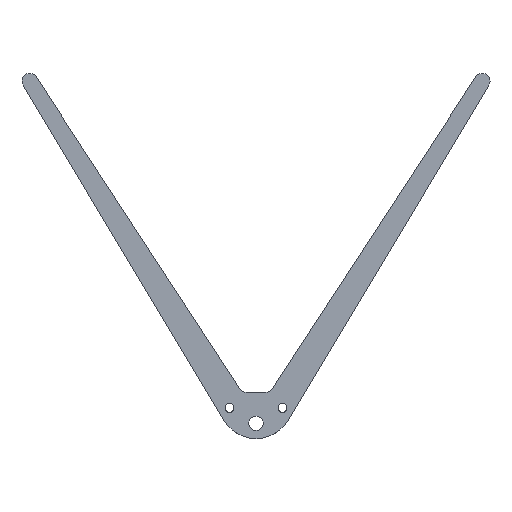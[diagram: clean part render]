
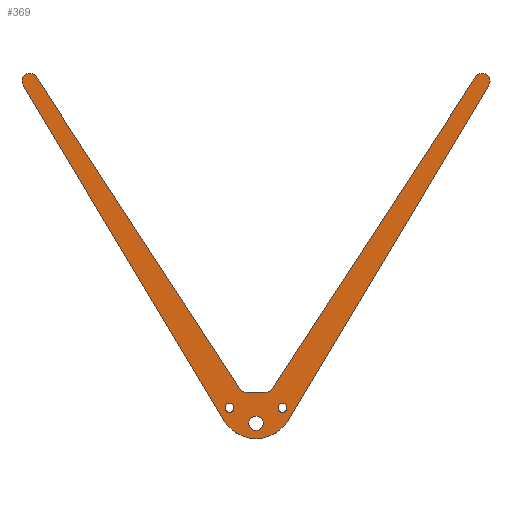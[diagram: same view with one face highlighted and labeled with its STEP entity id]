
A CAD part, top view. The second image highlights one B-rep face of the part: STEP entity #369.
In plain terms, the highlighted planar face has unit normal (0, 0, 1).
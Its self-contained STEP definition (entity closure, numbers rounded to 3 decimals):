
#30=FACE_BOUND('',#136,.T.);
#31=FACE_BOUND('',#137,.T.);
#32=FACE_BOUND('',#138,.T.);
#45=LINE('',#605,#72);
#50=LINE('',#618,#77);
#53=LINE('',#626,#80);
#56=LINE('',#634,#83);
#58=LINE('',#640,#85);
#72=VECTOR('',#493,10.);
#77=VECTOR('',#508,10.);
#80=VECTOR('',#517,10.);
#83=VECTOR('',#526,10.);
#85=VECTOR('',#534,10.);
#109=FACE_OUTER_BOUND('',#135,.T.);
#135=EDGE_LOOP('',(#327,#328,#329,#330,#331,#332,#333,#334,#335,#336));
#136=EDGE_LOOP('',(#337));
#137=EDGE_LOOP('',(#338));
#138=EDGE_LOOP('',(#339));
#152=CIRCLE('',#402,2.025);
#154=CIRCLE('',#406,2.025);
#155=CIRCLE('',#408,17.);
#156=CIRCLE('',#412,3.25);
#157=CIRCLE('',#416,3.5);
#158=CIRCLE('',#419,3.5);
#159=CIRCLE('',#422,3.5);
#160=CIRCLE('',#425,3.5);
#179=VERTEX_POINT('',#585);
#181=VERTEX_POINT('',#593);
#182=VERTEX_POINT('',#597);
#183=VERTEX_POINT('',#599);
#184=VERTEX_POINT('',#603);
#185=VERTEX_POINT('',#609);
#186=VERTEX_POINT('',#615);
#187=VERTEX_POINT('',#617);
#188=VERTEX_POINT('',#621);
#189=VERTEX_POINT('',#625);
#190=VERTEX_POINT('',#629);
#191=VERTEX_POINT('',#633);
#192=VERTEX_POINT('',#639);
#212=EDGE_CURVE('',#179,#179,#152,.T.);
#216=EDGE_CURVE('',#181,#181,#154,.T.);
#219=EDGE_CURVE('',#182,#183,#155,.T.);
#222=EDGE_CURVE('',#182,#184,#45,.T.);
#224=EDGE_CURVE('',#185,#185,#156,.T.);
#228=EDGE_CURVE('',#187,#186,#50,.T.);
#230=EDGE_CURVE('',#188,#187,#157,.T.);
#232=EDGE_CURVE('',#189,#188,#53,.T.);
#234=EDGE_CURVE('',#190,#189,#158,.T.);
#236=EDGE_CURVE('',#191,#190,#56,.T.);
#238=EDGE_CURVE('',#184,#191,#159,.T.);
#239=EDGE_CURVE('',#192,#183,#58,.T.);
#241=EDGE_CURVE('',#186,#192,#160,.T.);
#327=ORIENTED_EDGE('',*,*,#219,.F.);
#328=ORIENTED_EDGE('',*,*,#222,.T.);
#329=ORIENTED_EDGE('',*,*,#238,.T.);
#330=ORIENTED_EDGE('',*,*,#236,.T.);
#331=ORIENTED_EDGE('',*,*,#234,.T.);
#332=ORIENTED_EDGE('',*,*,#232,.T.);
#333=ORIENTED_EDGE('',*,*,#230,.T.);
#334=ORIENTED_EDGE('',*,*,#228,.T.);
#335=ORIENTED_EDGE('',*,*,#241,.T.);
#336=ORIENTED_EDGE('',*,*,#239,.T.);
#337=ORIENTED_EDGE('',*,*,#224,.T.);
#338=ORIENTED_EDGE('',*,*,#212,.T.);
#339=ORIENTED_EDGE('',*,*,#216,.T.);
#348=PLANE('',#426);
#369=ADVANCED_FACE('',(#109,#30,#31,#32),#348,.T.);
#402=AXIS2_PLACEMENT_3D('',#586,#471,#472);
#406=AXIS2_PLACEMENT_3D('',#594,#481,#482);
#408=AXIS2_PLACEMENT_3D('',#600,#487,#488);
#412=AXIS2_PLACEMENT_3D('',#610,#499,#500);
#416=AXIS2_PLACEMENT_3D('',#622,#512,#513);
#419=AXIS2_PLACEMENT_3D('',#630,#521,#522);
#422=AXIS2_PLACEMENT_3D('',#637,#530,#531);
#425=AXIS2_PLACEMENT_3D('',#643,#538,#539);
#426=AXIS2_PLACEMENT_3D('',#644,#540,#541);
#471=DIRECTION('center_axis',(0.,0.,-1.));
#472=DIRECTION('ref_axis',(1.,0.,0.));
#481=DIRECTION('center_axis',(0.,0.,-1.));
#482=DIRECTION('ref_axis',(1.,0.,0.));
#487=DIRECTION('center_axis',(0.,0.,-1.));
#488=DIRECTION('ref_axis',(-0.858,-0.514,0.));
#493=DIRECTION('',(0.514,0.858,0.));
#499=DIRECTION('center_axis',(0.,0.,-1.));
#500=DIRECTION('ref_axis',(1.,0.,0.));
#508=DIRECTION('',(-0.546,0.838,0.));
#512=DIRECTION('center_axis',(0.,0.,-1.));
#513=DIRECTION('ref_axis',(-0.838,-0.546,0.));
#517=DIRECTION('',(-1.,0.,0.));
#521=DIRECTION('center_axis',(0.,0.,-1.));
#522=DIRECTION('ref_axis',(0.,-1.,0.));
#526=DIRECTION('',(-0.546,-0.838,0.));
#530=DIRECTION('center_axis',(0.,0.,1.));
#531=DIRECTION('ref_axis',(1.,0.,0.));
#534=DIRECTION('',(0.514,-0.858,0.));
#538=DIRECTION('center_axis',(0.,0.,1.));
#539=DIRECTION('ref_axis',(1.,0.,0.));
#540=DIRECTION('center_axis',(0.,0.,1.));
#541=DIRECTION('ref_axis',(1.,0.,0.));
#585=CARTESIAN_POINT('',(-14.025,37.005,363.4));
#586=CARTESIAN_POINT('Origin',(-12.,37.005,363.4));
#593=CARTESIAN_POINT('',(9.975,37.005,363.4));
#594=CARTESIAN_POINT('Origin',(12.,37.005,363.4));
#597=CARTESIAN_POINT('',(14.586,31.336,363.4));
#599=CARTESIAN_POINT('',(-14.586,31.336,363.4));
#600=CARTESIAN_POINT('Origin',(0.,40.068,363.4));
#603=CARTESIAN_POINT('',(105.503,183.207,363.4));
#605=CARTESIAN_POINT('',(9.,22.005,363.4));
#609=CARTESIAN_POINT('',(-3.25,30.005,363.4));
#610=CARTESIAN_POINT('Origin',(0.,30.005,363.4));
#615=CARTESIAN_POINT('',(-99.568,186.916,363.4));
#617=CARTESIAN_POINT('',(-7.432,45.594,363.4));
#618=CARTESIAN_POINT('',(-7.432,45.594,363.4));
#621=CARTESIAN_POINT('',(-4.5,44.005,363.4));
#622=CARTESIAN_POINT('Origin',(-4.5,47.505,363.4));
#625=CARTESIAN_POINT('',(4.5,44.005,363.4));
#626=CARTESIAN_POINT('',(14.,44.005,363.4));
#629=CARTESIAN_POINT('',(7.432,45.594,363.4));
#630=CARTESIAN_POINT('Origin',(4.5,47.505,363.4));
#633=CARTESIAN_POINT('',(99.568,186.916,363.4));
#634=CARTESIAN_POINT('',(7.432,45.594,363.4));
#637=CARTESIAN_POINT('Origin',(102.5,185.005,363.4));
#639=CARTESIAN_POINT('',(-105.503,183.207,363.4));
#640=CARTESIAN_POINT('',(-9.,22.005,363.4));
#643=CARTESIAN_POINT('Origin',(-102.5,185.005,363.4));
#644=CARTESIAN_POINT('Origin',(0.,105.255,363.4));
